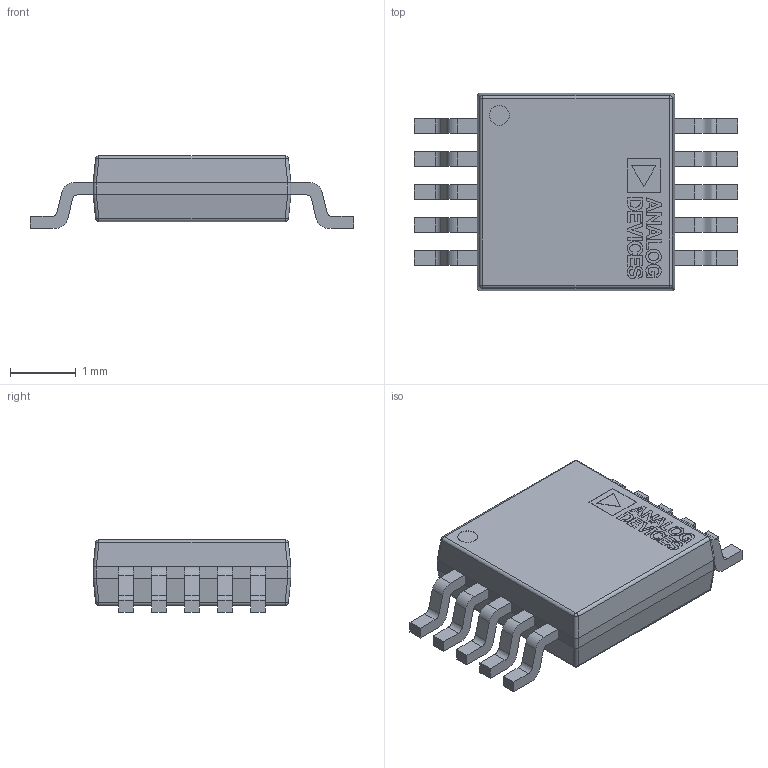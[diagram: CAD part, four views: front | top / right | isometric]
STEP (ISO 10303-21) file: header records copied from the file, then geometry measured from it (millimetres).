
FILE_DESCRIPTION(/* description */ (''),/* implementation_level */ '2;1');
FILE_NAME(/* name */ 'Analog Devices LT8606IMSE#PBF - MSOP 10.stp',/* time_stamp */ '2020-01-22T19:51:26-04:00',/* author */ ('Ricardo'),/* organization */ (''),/* preprocessor_version */ 'ST-DEVELOPER v18',/* originating_system */ 'Autodesk Inventor 2020',/* authorisation */ '');
FILE_SCHEMA (('AUTOMOTIVE_DESIGN { 1 0 10303 214 3 1 1 }'));
Length unit declared in the file: millimetre
Products named in the file (4): ON Semiconductor NCP300LSN25T1G - TSOP-5 SOT 23-5; body; pins; part number
Assembly tree (3 placements, depth 2):
  ON Semiconductor NCP300LSN25T1G - TSOP-5 SOT 23-5
    body
    pins
    part number
Bounding box: 4.9 x 3 x 1.1 mm (x, y, z)
Volume: 9.5 mm3; surface area: 46 mm2
Topology: 26 solids, 26 shells, 350 faces, 872 edges, 574 vertices
Faces by surface type: plane 246, cylinder 61, bspline 35, sphere 8
Full cylindrical faces by diameter (mm): 0.3 x1
Entity records: 10650 total; most frequent: CARTESIAN_POINT 2250, ORIENTED_EDGE 1744, DIRECTION 1566, EDGE_CURVE 872, LINE 686, VECTOR 686, VERTEX_POINT 574, AXIS2_PLACEMENT_3D 440
